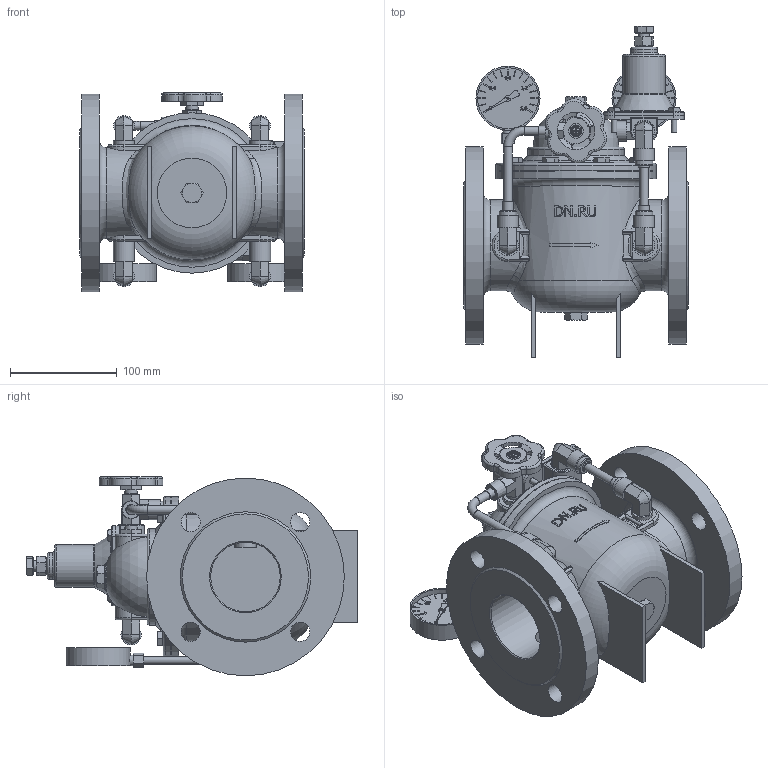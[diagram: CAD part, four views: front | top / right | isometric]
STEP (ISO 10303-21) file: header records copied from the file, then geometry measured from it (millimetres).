
FILE_DESCRIPTION(/* description */ (''),/* implementation_level */ '2;1');
FILE_NAME(/* name */ 'DN65_3D_STEP.stp',/* time_stamp */ '2024-12-22T23:59:55+03:00',/* author */ ('igorr'),/* organization */ (''),/* preprocessor_version */ 'ST-DEVELOPER v20',/* originating_system */ 'Autodesk Inventor 2025',/* authorisation */ '');
FILE_SCHEMA (('AUTOMOTIVE_DESIGN { 1 0 10303 214 3 1 1 }'));
Products named in the file (16): Сборка; Деталь1; Деталь2; Parker, симметричный входящий 
тройник 172P 172P-8-6; Деталь3; Деталь5; Деталь4; Деталь6; Деталь7; Parker, входящее колено 
149F-249б 149F-8-8; AS 1110 - M10 x 20; AS 1110 - M8 x 12; AS 1110 - M12 x 20; ANSI B18.2.4.2M - M10x1,5; Bolt GB/T 35 M5 x 20; AS 1427 - M4 x 6
Assembly tree (34 placements, depth 2):
  Сборка
    Деталь1
    Деталь2
    Parker, входящее колено 
149F-249б 149F-8-8  x7
    Parker, симметричный входящий 
тройник 172P 172P-8-6
    Деталь3
    Деталь5  x2
    Деталь4  x2
    Деталь6
    Деталь7
    AS 1110 - M10 x 20
    AS 1110 - M8 x 12  x8
    AS 1110 - M12 x 20  x2
    ANSI B18.2.4.2M - M10x1,5
    Bolt GB/T 35 M5 x 20  x4
    AS 1427 - M4 x 6
Bounding box: 210 x 310 x 186.76 mm (x, y, z)
Volume: 3159444.7 mm3; surface area: 421573.7 mm2
Topology: 36 solids, 37 shells, 1606 faces, 3794 edges, 2420 vertices
Faces by surface type: plane 874, cylinder 261, bspline 209, cone 193, torus 66, sphere 3
Full cylindrical faces by diameter (mm): 2.03 x2, 3 x2, 3.571 x1, 4 x1, 4.567 x4, 5 x4, 6 x8, 7 x2, 8 x11, 8.204 x2, 8.376 x1, 9 x1, 9.845 x4, 10 x14, 10.363 x14, 10.5 x2, 11.43 x4, 12 x2, 12.954 x7, 13 x10, 15 x1, 16 x1, 16.192 x9, 18 x10, 19 x1, 19.05 x7, 19.88 x5, 19.885 x7, 23.884 x1, 25 x2
Entity records: 31023 total; most frequent: CARTESIAN_POINT 8697, ORIENTED_EDGE 4464, DIRECTION 4099, EDGE_CURVE 2232, AXIS2_PLACEMENT_3D 1492, VERTEX_POINT 1436, LINE 1115, VECTOR 1115
